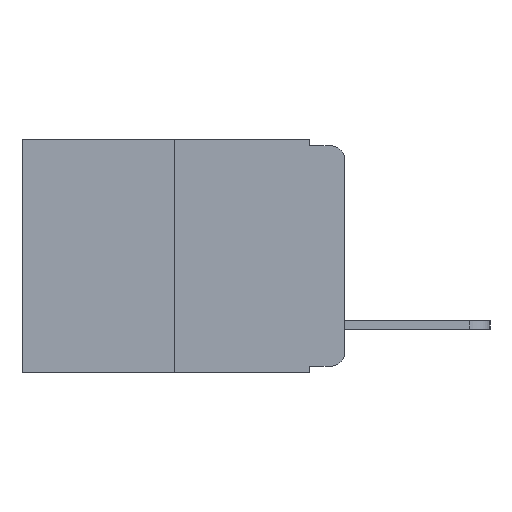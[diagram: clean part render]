
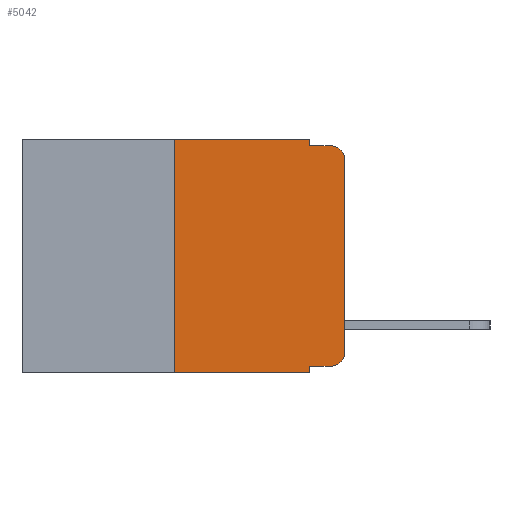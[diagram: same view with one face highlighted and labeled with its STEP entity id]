
A CAD part, left-side view. The second image highlights one B-rep face of the part: STEP entity #5042.
In plain terms, the highlighted planar face has unit normal (-1, 0, 0).
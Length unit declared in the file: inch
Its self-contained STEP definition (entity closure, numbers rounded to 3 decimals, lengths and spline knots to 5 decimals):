
#170 = VERTEX_POINT ( 'NONE', #4293 ) ;
#350 = DIRECTION ( 'NONE',  ( -1., 0., 0. ) ) ;
#865 = VERTEX_POINT ( 'NONE', #1913 ) ;
#1265 = VERTEX_POINT ( 'NONE', #1766 ) ;
#1509 = ORIENTED_EDGE ( 'NONE', *, *, #5104, .T. ) ;
#1515 = DIRECTION ( 'NONE',  ( 0., 0., -1. ) ) ;
#1682 = PLANE ( 'NONE',  #7453 ) ;
#1766 = CARTESIAN_POINT ( 'NONE',  ( 0., 0.25, 0. ) ) ;
#1913 = CARTESIAN_POINT ( 'NONE',  ( 0., 0.02, -0.333 ) ) ;
#2100 = VERTEX_POINT ( 'NONE', #7590 ) ;
#2109 = CARTESIAN_POINT ( 'NONE',  ( 0., 0.02, -0.313 ) ) ;
#2267 = CARTESIAN_POINT ( 'NONE',  ( 0., 0., -0.313 ) ) ;
#2372 = VECTOR ( 'NONE', #11346, 39.37008 ) ;
#2410 = LINE ( 'NONE', #10531, #7483 ) ;
#2568 = CARTESIAN_POINT ( 'NONE',  ( 0., 0.051, 0. ) ) ;
#2698 = CARTESIAN_POINT ( 'NONE',  ( 0., 0.473, 0. ) ) ;
#2709 = DIRECTION ( 'NONE',  ( 0., 0., -1. ) ) ;
#2843 = VECTOR ( 'NONE', #11318, 39.37008 ) ;
#3047 = LINE ( 'NONE', #11042, #10352 ) ;
#3079 = EDGE_CURVE ( 'NONE', #7487, #4475, #3047, .T. ) ;
#3104 = EDGE_CURVE ( 'NONE', #4475, #4140, #2410, .T. ) ;
#4140 = VERTEX_POINT ( 'NONE', #11097 ) ;
#4293 = CARTESIAN_POINT ( 'NONE',  ( 0., 0.25, -0.343 ) ) ;
#4475 = VERTEX_POINT ( 'NONE', #6168 ) ;
#4542 = LINE ( 'NONE', #11406, #11552 ) ;
#4609 = VERTEX_POINT ( 'NONE', #2267 ) ;
#4869 = CIRCLE ( 'NONE', #5357, 0.02 ) ;
#5042 = ADVANCED_FACE ( 'NONE', ( #11517 ), #1682, .F. ) ;
#5104 = EDGE_CURVE ( 'NONE', #865, #4609, #6334, .T. ) ;
#5357 = AXIS2_PLACEMENT_3D ( 'NONE', #11895, #11697, #11450 ) ;
#5645 = LINE ( 'NONE', #11378, #2843 ) ;
#5888 = EDGE_CURVE ( 'NONE', #2100, #865, #5645, .T. ) ;
#5980 = CARTESIAN_POINT ( 'NONE',  ( 0., 0.473, 0. ) ) ;
#6168 = CARTESIAN_POINT ( 'NONE',  ( 0., 0.051, -0.01 ) ) ;
#6334 = CIRCLE ( 'NONE', #8012, 0.02 ) ;
#6532 = DIRECTION ( 'NONE',  ( 0., -1., 0. ) ) ;
#6555 = LINE ( 'NONE', #6815, #10934 ) ;
#6612 = EDGE_CURVE ( 'NONE', #2100, #8582, #12247, .T. ) ;
#6653 = VERTEX_POINT ( 'NONE', #11141 ) ;
#6815 = CARTESIAN_POINT ( 'NONE',  ( 0., 0.473, -0.343 ) ) ;
#6844 = LINE ( 'NONE', #5980, #11673 ) ;
#6888 = DIRECTION ( 'NONE',  ( 0., 0., 1. ) ) ;
#6936 = ORIENTED_EDGE ( 'NONE', *, *, #12404, .T. ) ;
#7141 = LINE ( 'NONE', #7157, #9120 ) ;
#7157 = CARTESIAN_POINT ( 'NONE',  ( 0., 0.25, 0. ) ) ;
#7189 = DIRECTION ( 'NONE',  ( 0., -1., 0. ) ) ;
#7395 = EDGE_LOOP ( 'NONE', ( #6936, #7478, #7575, #7986, #8416, #8473, #8695, #8763, #8985, #1509 ) ) ;
#7453 = AXIS2_PLACEMENT_3D ( 'NONE', #2698, #7481, #2709 ) ;
#7478 = ORIENTED_EDGE ( 'NONE', *, *, #12385, .T. ) ;
#7481 = DIRECTION ( 'NONE',  ( 1., 0., 0. ) ) ;
#7483 = VECTOR ( 'NONE', #10392, 39.37008 ) ;
#7487 = VERTEX_POINT ( 'NONE', #2568 ) ;
#7546 = CARTESIAN_POINT ( 'NONE',  ( 0., 0.051, -0.343 ) ) ;
#7575 = ORIENTED_EDGE ( 'NONE', *, *, #3104, .F. ) ;
#7590 = CARTESIAN_POINT ( 'NONE',  ( 0., 0.051, -0.333 ) ) ;
#7986 = ORIENTED_EDGE ( 'NONE', *, *, #3079, .F. ) ;
#8012 = AXIS2_PLACEMENT_3D ( 'NONE', #2109, #350, #1515 ) ;
#8416 = ORIENTED_EDGE ( 'NONE', *, *, #11556, .F. ) ;
#8473 = ORIENTED_EDGE ( 'NONE', *, *, #9906, .F. ) ;
#8582 = VERTEX_POINT ( 'NONE', #7546 ) ;
#8695 = ORIENTED_EDGE ( 'NONE', *, *, #12275, .T. ) ;
#8763 = ORIENTED_EDGE ( 'NONE', *, *, #6612, .F. ) ;
#8985 = ORIENTED_EDGE ( 'NONE', *, *, #5888, .T. ) ;
#9120 = VECTOR ( 'NONE', #6888, 39.37008 ) ;
#9906 = EDGE_CURVE ( 'NONE', #170, #1265, #7141, .T. ) ;
#10352 = VECTOR ( 'NONE', #10995, 39.37008 ) ;
#10392 = DIRECTION ( 'NONE',  ( 0., -1., 0. ) ) ;
#10531 = CARTESIAN_POINT ( 'NONE',  ( 0., 0.051, -0.01 ) ) ;
#10934 = VECTOR ( 'NONE', #6532, 39.37008 ) ;
#10995 = DIRECTION ( 'NONE',  ( 0., 0., -1. ) ) ;
#11042 = CARTESIAN_POINT ( 'NONE',  ( 0., 0.051, 0. ) ) ;
#11097 = CARTESIAN_POINT ( 'NONE',  ( 0., 0.02, -0.01 ) ) ;
#11141 = CARTESIAN_POINT ( 'NONE',  ( 0., 0., -0.03 ) ) ;
#11318 = DIRECTION ( 'NONE',  ( 0., -1., 0. ) ) ;
#11346 = DIRECTION ( 'NONE',  ( 0., 0., -1. ) ) ;
#11375 = DIRECTION ( 'NONE',  ( 0., 0., 1. ) ) ;
#11378 = CARTESIAN_POINT ( 'NONE',  ( 0., 0.051, -0.333 ) ) ;
#11406 = CARTESIAN_POINT ( 'NONE',  ( 0., 0., 0. ) ) ;
#11450 = DIRECTION ( 'NONE',  ( 0., 0., -1. ) ) ;
#11470 = CARTESIAN_POINT ( 'NONE',  ( 0., 0.051, 0. ) ) ;
#11517 = FACE_OUTER_BOUND ( 'NONE', #7395, .T. ) ;
#11552 = VECTOR ( 'NONE', #11375, 39.37008 ) ;
#11556 = EDGE_CURVE ( 'NONE', #1265, #7487, #6844, .T. ) ;
#11673 = VECTOR ( 'NONE', #7189, 39.37008 ) ;
#11697 = DIRECTION ( 'NONE',  ( -1., 0., 0. ) ) ;
#11895 = CARTESIAN_POINT ( 'NONE',  ( 0., 0.02, -0.03 ) ) ;
#12247 = LINE ( 'NONE', #11470, #2372 ) ;
#12275 = EDGE_CURVE ( 'NONE', #170, #8582, #6555, .T. ) ;
#12385 = EDGE_CURVE ( 'NONE', #6653, #4140, #4869, .T. ) ;
#12404 = EDGE_CURVE ( 'NONE', #4609, #6653, #4542, .T. ) ;
